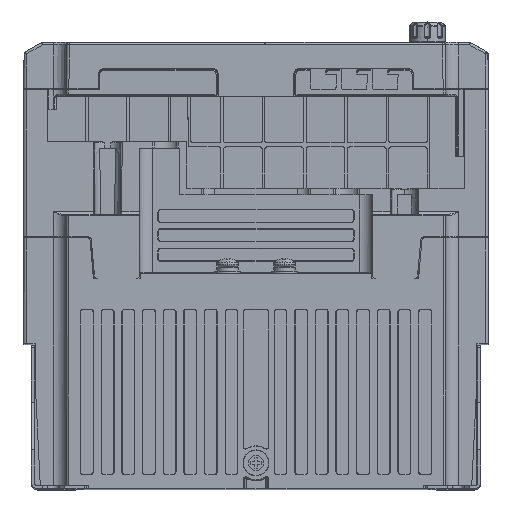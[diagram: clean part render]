
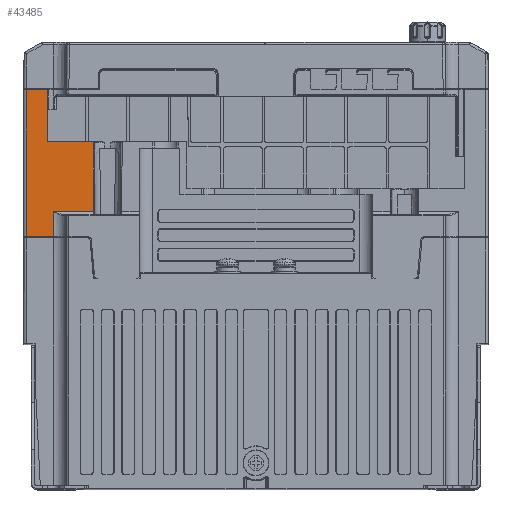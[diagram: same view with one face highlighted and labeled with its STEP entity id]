
A CAD part, top view. The second image highlights one B-rep face of the part: STEP entity #43485.
In plain terms, the highlighted planar face has unit normal (0, 0, 1).
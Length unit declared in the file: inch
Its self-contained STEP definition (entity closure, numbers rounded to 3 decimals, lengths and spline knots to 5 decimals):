
#316 = VECTOR ( 'NONE', #54848, 39.37008 ) ;
#379 = FACE_OUTER_BOUND ( 'NONE', #14261, .T. ) ;
#5804 = EDGE_CURVE ( 'NONE', #117757, #94115, #107337, .T. ) ;
#11448 = EDGE_CURVE ( 'NONE', #47507, #106014, #114783, .T. ) ;
#14261 = EDGE_LOOP ( 'NONE', ( #21054, #82341, #109568, #96865, #73517, #87295, #71438, #29563 ) ) ;
#14353 = DIRECTION ( 'NONE',  ( 1., 0., 0. ) ) ;
#21054 = ORIENTED_EDGE ( 'NONE', *, *, #92789, .F. ) ;
#24816 = DIRECTION ( 'NONE',  ( 0., -1., 0. ) ) ;
#25610 = VECTOR ( 'NONE', #39318, 39.37008 ) ;
#25741 = VERTEX_POINT ( 'NONE', #109978 ) ;
#29563 = ORIENTED_EDGE ( 'NONE', *, *, #5804, .F. ) ;
#31521 = CARTESIAN_POINT ( 'NONE',  ( 3.54331, 2.43307, -0.3937 ) ) ;
#31796 = DIRECTION ( 'NONE',  ( 0., -1., 0. ) ) ;
#32488 = CARTESIAN_POINT ( 'NONE',  ( -3.09055, 2.43307, -0.3937 ) ) ;
#34369 = VERTEX_POINT ( 'NONE', #95388 ) ;
#34660 = VERTEX_POINT ( 'NONE', #104236 ) ;
#34900 = CARTESIAN_POINT ( 'NONE',  ( -2.68145, 0.8937, -0.3937 ) ) ;
#35202 = LINE ( 'NONE', #32488, #100219 ) ;
#35916 = CARTESIAN_POINT ( 'NONE',  ( -2.48679, 1.96063, -0.39371 ) ) ;
#37161 = LINE ( 'NONE', #45504, #70076 ) ;
#37752 = CARTESIAN_POINT ( 'NONE',  ( -2.4835, 1.60499, -0.39371 ) ) ;
#38426 = CARTESIAN_POINT ( 'NONE',  ( -2.48021, 1.24934, -0.39369 ) ) ;
#39318 = DIRECTION ( 'NONE',  ( 1., 0., 0. ) ) ;
#42553 = CARTESIAN_POINT ( 'NONE',  ( -2.88601, 0.8937, -0.3937 ) ) ;
#43485 = ADVANCED_FACE ( 'NONE', ( #379 ), #64067, .F. ) ;
#45504 = CARTESIAN_POINT ( 'NONE',  ( 0., 0.51181, -0.3937 ) ) ;
#47507 = VERTEX_POINT ( 'NONE', #58894 ) ;
#50519 = CARTESIAN_POINT ( 'NONE',  ( -3.1811, 2.75197, -0.3937 ) ) ;
#51004 = EDGE_CURVE ( 'NONE', #34660, #25741, #35202, .T. ) ;
#51744 = CARTESIAN_POINT ( 'NONE',  ( 0., 2.75197, -0.3937 ) ) ;
#53256 = LINE ( 'NONE', #105214, #123984 ) ;
#54848 = DIRECTION ( 'NONE',  ( 0., 1., 0. ) ) ;
#56878 = LINE ( 'NONE', #99097, #316 ) ;
#58894 = CARTESIAN_POINT ( 'NONE',  ( -3.50394, 2.75197, -0.3937 ) ) ;
#64067 = PLANE ( 'NONE',  #91971 ) ;
#65458 = DIRECTION ( 'NONE',  ( 0., 0., -1. ) ) ;
#67287 = CARTESIAN_POINT ( 'NONE',  ( -3.1811, 1.96063, -0.3937 ) ) ;
#68244 = CARTESIAN_POINT ( 'NONE',  ( -2.48679, 1.96063, -0.39371 ) ) ;
#70076 = VECTOR ( 'NONE', #14353, 39.37008 ) ;
#71438 = ORIENTED_EDGE ( 'NONE', *, *, #80613, .F. ) ;
#71664 = EDGE_CURVE ( 'NONE', #120102, #25741, #37161, .T. ) ;
#73517 = ORIENTED_EDGE ( 'NONE', *, *, #51004, .F. ) ;
#76136 = B_SPLINE_CURVE_WITH_KNOTS ( 'NONE', 3,
 ( #68244, #37752, #38426, #92441 ),
 .UNSPECIFIED., .F., .F.,
 ( 4, 4 ),
 ( 0., 1. ),
 .UNSPECIFIED. ) ;
#80613 = EDGE_CURVE ( 'NONE', #94115, #34369, #76136, .T. ) ;
#82341 = ORIENTED_EDGE ( 'NONE', *, *, #11448, .F. ) ;
#82548 = EDGE_CURVE ( 'NONE', #34369, #34660, #118523, .T. ) ;
#85492 = CARTESIAN_POINT ( 'NONE',  ( -3.09055, 0.8937, -0.3937 ) ) ;
#87295 = ORIENTED_EDGE ( 'NONE', *, *, #82548, .F. ) ;
#89443 = CARTESIAN_POINT ( 'NONE',  ( -2.48679, 1.96063, -0.39371 ) ) ;
#91971 = AXIS2_PLACEMENT_3D ( 'NONE', #31521, #65458, #136105 ) ;
#92441 = CARTESIAN_POINT ( 'NONE',  ( -2.47692, 0.8937, -0.39369 ) ) ;
#92789 = EDGE_CURVE ( 'NONE', #106014, #117757, #53256, .T. ) ;
#94115 = VERTEX_POINT ( 'NONE', #35916 ) ;
#95388 = CARTESIAN_POINT ( 'NONE',  ( -2.47692, 0.8937, -0.39369 ) ) ;
#96865 = ORIENTED_EDGE ( 'NONE', *, *, #71664, .T. ) ;
#98594 = CARTESIAN_POINT ( 'NONE',  ( -2.47692, 0.8937, -0.39369 ) ) ;
#99097 = CARTESIAN_POINT ( 'NONE',  ( -3.50394, 8.31612, -0.3937 ) ) ;
#99800 = CARTESIAN_POINT ( 'NONE',  ( -2.94967, 1.96063, -0.3937 ) ) ;
#100219 = VECTOR ( 'NONE', #24816, 39.37008 ) ;
#103037 = EDGE_CURVE ( 'NONE', #120102, #47507, #56878, .T. ) ;
#104236 = CARTESIAN_POINT ( 'NONE',  ( -3.09055, 0.8937, -0.3937 ) ) ;
#105214 = CARTESIAN_POINT ( 'NONE',  ( -3.1811, 2.43307, -0.3937 ) ) ;
#106014 = VERTEX_POINT ( 'NONE', #50519 ) ;
#107337 = B_SPLINE_CURVE_WITH_KNOTS ( 'NONE', 3,
 ( #67287, #99800, #121278, #89443 ),
 .UNSPECIFIED., .F., .F.,
 ( 4, 4 ),
 ( 0., 1. ),
 .UNSPECIFIED. ) ;
#109568 = ORIENTED_EDGE ( 'NONE', *, *, #103037, .F. ) ;
#109978 = CARTESIAN_POINT ( 'NONE',  ( -3.09055, 0.51181, -0.3937 ) ) ;
#114783 = LINE ( 'NONE', #51744, #25610 ) ;
#117757 = VERTEX_POINT ( 'NONE', #132798 ) ;
#118523 = B_SPLINE_CURVE_WITH_KNOTS ( 'NONE', 3,
 ( #98594, #34900, #42553, #85492 ),
 .UNSPECIFIED., .F., .F.,
 ( 4, 4 ),
 ( 0., 1. ),
 .UNSPECIFIED. ) ;
#120102 = VERTEX_POINT ( 'NONE', #123661 ) ;
#121278 = CARTESIAN_POINT ( 'NONE',  ( -2.71823, 1.96063, -0.39369 ) ) ;
#123661 = CARTESIAN_POINT ( 'NONE',  ( -3.50394, 0.51181, -0.3937 ) ) ;
#123984 = VECTOR ( 'NONE', #31796, 39.37008 ) ;
#132798 = CARTESIAN_POINT ( 'NONE',  ( -3.1811, 1.96063, -0.3937 ) ) ;
#136105 = DIRECTION ( 'NONE',  ( -1., 0., 0. ) ) ;
